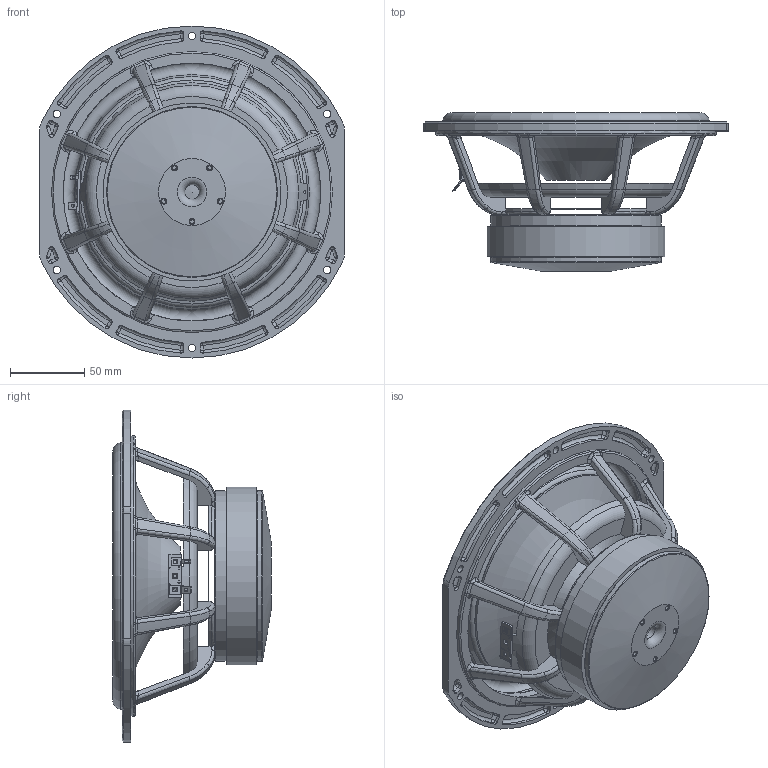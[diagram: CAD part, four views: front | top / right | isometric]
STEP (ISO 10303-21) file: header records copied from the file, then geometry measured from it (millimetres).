
FILE_DESCRIPTION (( 'STEP AP203' ), '1' );
FILE_NAME ('091 3D.STEP', '2023-05-17T14:05:20', ( '' ), ( '' ), 'SwSTEP 2.0', 'SolidWorks 2020', '' );
FILE_SCHEMA (( 'CONFIG_CONTROL_DESIGN' ));
Length unit declared in the file: millimetre
Products named in the file (1): 091 3D
Bounding box: 205 x 106.8 x 223.5 mm (x, y, z)
Surface area: 206789.1 mm2 (no closed solid volume)
Topology: 0 solids, 16 shells, 598 faces, 1636 edges, 1002 vertices
Faces by surface type: cylinder 175, plane 154, torus 86, bspline 82, cone 53, sphere 48
Full cylindrical faces by diameter (mm): 2.514 x2, 3 x5, 5.2 x6, 8.7 x6, 10 x1, 115 x2, 120 x1, 173.6 x1, 189 x1, 195.6 x1, 196.5 x1
Entity records: 21734 total; most frequent: CARTESIAN_POINT 7492, DIRECTION 3032, ORIENTED_EDGE 2742, EDGE_CURVE 1517, AXIS2_PLACEMENT_3D 1214, VERTEX_POINT 966, EDGE_LOOP 724, CIRCLE 697
